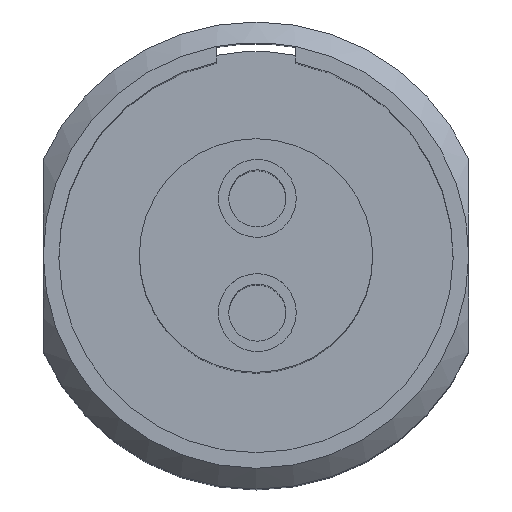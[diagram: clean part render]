
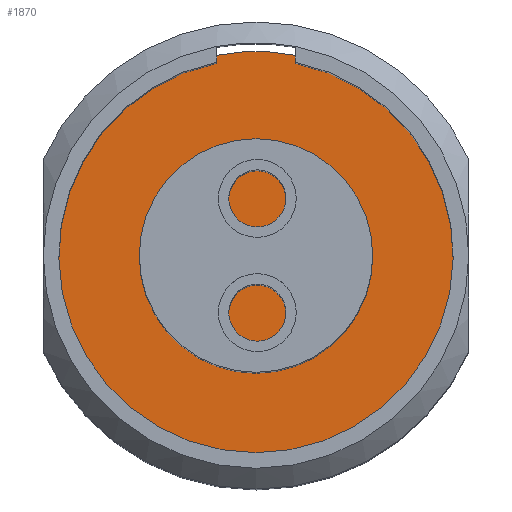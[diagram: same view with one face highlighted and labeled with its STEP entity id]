
A CAD part, top view. The second image highlights one B-rep face of the part: STEP entity #1870.
In plain terms, the highlighted planar face has unit normal (0, 0, 1).
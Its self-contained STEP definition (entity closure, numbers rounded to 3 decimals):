
#1751=CARTESIAN_POINT('',(0.735,3.876,5.301));
#1752=VERTEX_POINT('',#1751);
#1766=CARTESIAN_POINT('',(0.735,3.723,5.301));
#1767=VERTEX_POINT('',#1766);
#1768=CARTESIAN_POINT('',(0.735,3.723,5.301));
#1769=DIRECTION('',(0.0,1.0,0.0));
#1770=VECTOR('',#1769,0.153);
#1771=LINE('',#1768,#1770);
#1772=EDGE_CURVE('',#1767,#1752,#1771,.T.);
#1796=CARTESIAN_POINT('',(-0.785,3.723,5.301));
#1797=VERTEX_POINT('',#1796);
#1804=CARTESIAN_POINT('',(-0.785,3.876,5.301));
#1805=VERTEX_POINT('',#1804);
#1806=CARTESIAN_POINT('',(-0.785,3.876,5.301));
#1807=DIRECTION('',(0.0,-1.0,0.0));
#1808=VECTOR('',#1807,0.153);
#1809=LINE('',#1806,#1808);
#1810=EDGE_CURVE('',#1805,#1797,#1809,.T.);
#1835=CARTESIAN_POINT('',(-0.025,0.,5.301));
#1836=DIRECTION('',(0.0,0.0,-1.0));
#1837=DIRECTION('',(0.0,-1.0,0.0));
#1838=AXIS2_PLACEMENT_3D('',#1835,#1836,#1837);
#1839=CIRCLE('',#1838,3.8);
#1840=EDGE_CURVE('',#1767,#1797,#1839,.T.);
#1853=CARTESIAN_POINT('',(-0.025,0.,5.301));
#1854=DIRECTION('',(0.0,0.0,-1.0));
#1855=DIRECTION('',(0.0,-1.0,0.0));
#1856=AXIS2_PLACEMENT_3D('',#1853,#1854,#1855);
#1857=PLANE('',#1856);
#1858=ORIENTED_EDGE('',*,*,#1840,.F.);
#1859=ORIENTED_EDGE('',*,*,#1772,.T.);
#1860=CARTESIAN_POINT('',(-0.025,0.,5.301));
#1861=DIRECTION('',(0.0,0.0,1.0));
#1862=DIRECTION('',(1.0,0.0,0.0));
#1863=AXIS2_PLACEMENT_3D('',#1860,#1861,#1862);
#1864=CIRCLE('',#1863,3.95);
#1865=EDGE_CURVE('',#1752,#1805,#1864,.T.);
#1866=ORIENTED_EDGE('',*,*,#1865,.T.);
#1867=ORIENTED_EDGE('',*,*,#1810,.T.);
#1868=EDGE_LOOP('',(#1858,#1859,#1866,#1867));
#1869=FACE_OUTER_BOUND('',#1868,.T.);
#1870=ADVANCED_FACE('',(#1869),#1857,.F.);
